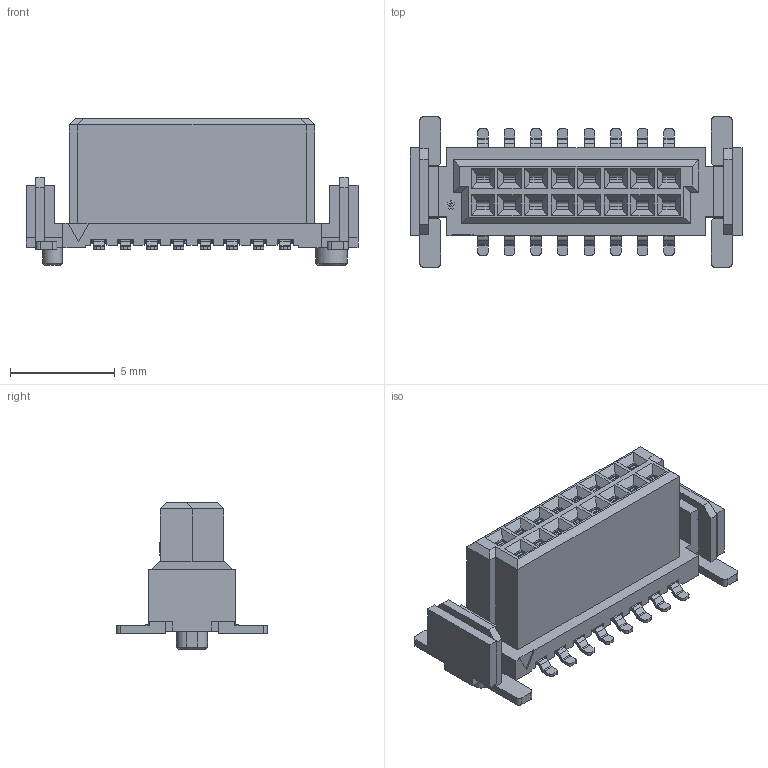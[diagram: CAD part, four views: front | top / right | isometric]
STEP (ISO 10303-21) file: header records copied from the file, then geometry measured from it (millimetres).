
FILE_DESCRIPTION(('Creo Elements/Direct Modeling STEP Export'),'2;1');
FILE_NAME('model.stp','2022-09-12T 6:36:13',(''),(''),'Creo Elements/Direct Modeling STEP processor for AP214 (Solid Model)','Creo Elements/Direct Modeling 20.1D 10-Oct-2020 (C) Parametric Technology GmbH','');
FILE_SCHEMA(('AUTOMOTIVE_DESIGN { 1 0 10303 214 1 1 1 1 }'));
Length unit declared in the file: millimetre
Products named in the file (4): LP_FR_1_27_FV_6_25_CONTACT.1.4; LR_FR_1_27_BOARD_LOCK; GEH_FR_1_27_16_FV_6_25_HOUSING; FR 1.27-16-FV 6.25
Assembly tree (19 placements, depth 2):
  FR 1.27-16-FV 6.25
    LP_FR_1_27_FV_6_25_CONTACT.1.4  x16
    GEH_FR_1_27_16_FV_6_25_HOUSING
    LR_FR_1_27_BOARD_LOCK  x2
Bounding box: 15.85 x 7.2 x 7 mm (x, y, z)
Volume: 237.7 mm3; surface area: 1114 mm2
Topology: 19 solids, 19 shells, 1199 faces, 3342 edges, 2202 vertices
Faces by surface type: plane 891, cylinder 304, cone 4
Entity records: 17593 total; most frequent: CARTESIAN_POINT 2437, ORIENTED_EDGE 2412, DIRECTION 2182, EDGE_CURVE 1206, VECTOR 1136, LINE 1136, VERTEX_POINT 778, AXIS2_PLACEMENT_3D 523
